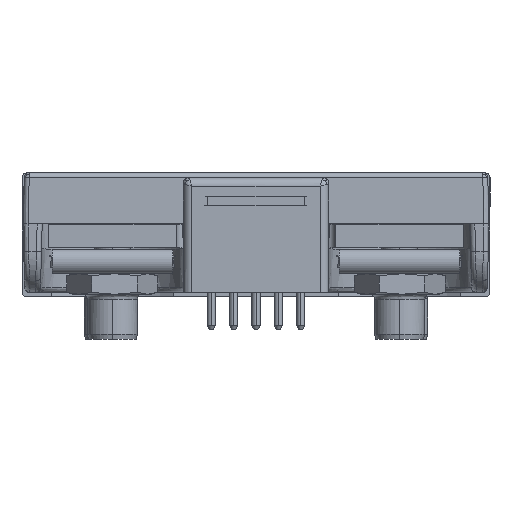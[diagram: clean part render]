
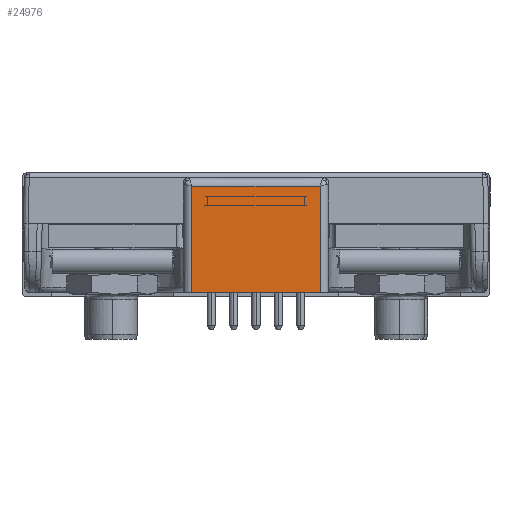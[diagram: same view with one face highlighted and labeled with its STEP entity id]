
A CAD part, left-side view. The second image highlights one B-rep face of the part: STEP entity #24976.
In plain terms, the highlighted planar face has unit normal (-1, 0, 0).
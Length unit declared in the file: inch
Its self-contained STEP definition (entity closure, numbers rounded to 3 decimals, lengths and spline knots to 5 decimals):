
#202 = CARTESIAN_POINT ( 'NONE',  ( -8.55746, 0.97508, -1.53002 ) ) ;
#580 = CARTESIAN_POINT ( 'NONE',  ( -8.55746, 0.97508, -1.84764 ) ) ;
#5588 = EDGE_CURVE ( 'NONE', #34521, #41928, #44712, .T. ) ;
#8770 = VERTEX_POINT ( 'NONE', #61304 ) ;
#9770 = LINE ( 'NONE', #22178, #81543 ) ;
#12165 = ORIENTED_EDGE ( 'NONE', *, *, #62191, .F. ) ;
#13528 = VECTOR ( 'NONE', #47487, 39.37008 ) ;
#14666 = ORIENTED_EDGE ( 'NONE', *, *, #42198, .F. ) ;
#14864 = DIRECTION ( 'NONE',  ( 1., 0., 0. ) ) ;
#16075 = CARTESIAN_POINT ( 'NONE',  ( -8.55746, 0.59094, -1.53002 ) ) ;
#16347 = DIRECTION ( 'NONE',  ( 0., 0., -1. ) ) ;
#18325 = ORIENTED_EDGE ( 'NONE', *, *, #70182, .F. ) ;
#18879 = FACE_OUTER_BOUND ( 'NONE', #55118, .T. ) ;
#22178 = CARTESIAN_POINT ( 'NONE',  ( -8.55746, 0.59094, -1.53002 ) ) ;
#24976 = ADVANCED_FACE ( 'NONE', ( #18879 ), #73780, .F. ) ;
#25978 = ORIENTED_EDGE ( 'NONE', *, *, #5588, .F. ) ;
#27492 = CARTESIAN_POINT ( 'NONE',  ( -8.55746, 0.56295, -1.84764 ) ) ;
#34521 = VERTEX_POINT ( 'NONE', #580 ) ;
#39947 = CARTESIAN_POINT ( 'NONE',  ( -8.55746, 0.97508, -1.53002 ) ) ;
#40144 = DIRECTION ( 'NONE',  ( 0., 0., -1. ) ) ;
#40516 = CARTESIAN_POINT ( 'NONE',  ( -8.55746, 0.59094, -1.53002 ) ) ;
#41928 = VERTEX_POINT ( 'NONE', #202 ) ;
#42198 = EDGE_CURVE ( 'NONE', #8770, #34521, #76977, .T. ) ;
#44712 = LINE ( 'NONE', #39947, #58191 ) ;
#47487 = DIRECTION ( 'NONE',  ( 0., 1., 0. ) ) ;
#49594 = LINE ( 'NONE', #16075, #60990 ) ;
#53137 = VERTEX_POINT ( 'NONE', #40516 ) ;
#55118 = EDGE_LOOP ( 'NONE', ( #14666, #12165, #18325, #25978 ) ) ;
#58191 = VECTOR ( 'NONE', #61373, 39.37008 ) ;
#60990 = VECTOR ( 'NONE', #82271, 39.37008 ) ;
#61304 = CARTESIAN_POINT ( 'NONE',  ( -8.55746, 0.59094, -1.84764 ) ) ;
#61373 = DIRECTION ( 'NONE',  ( 0., 0., 1. ) ) ;
#62191 = EDGE_CURVE ( 'NONE', #53137, #8770, #9770, .T. ) ;
#67681 = CARTESIAN_POINT ( 'NONE',  ( -8.55746, 0.59094, -1.53002 ) ) ;
#70182 = EDGE_CURVE ( 'NONE', #41928, #53137, #49594, .T. ) ;
#73780 = PLANE ( 'NONE',  #78753 ) ;
#76977 = LINE ( 'NONE', #27492, #13528 ) ;
#78753 = AXIS2_PLACEMENT_3D ( 'NONE', #67681, #14864, #40144 ) ;
#81543 = VECTOR ( 'NONE', #16347, 39.37008 ) ;
#82271 = DIRECTION ( 'NONE',  ( 0., -1., 0. ) ) ;
